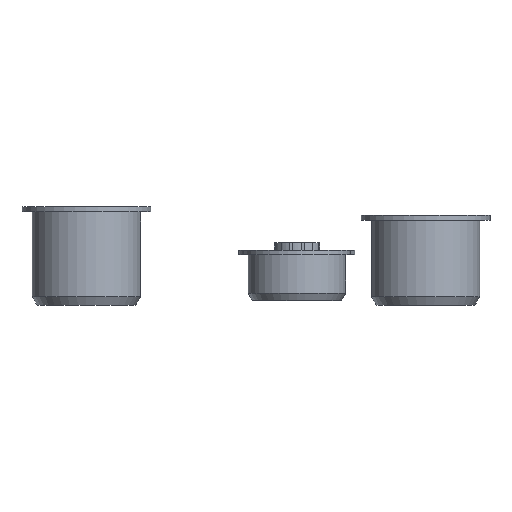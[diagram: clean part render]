
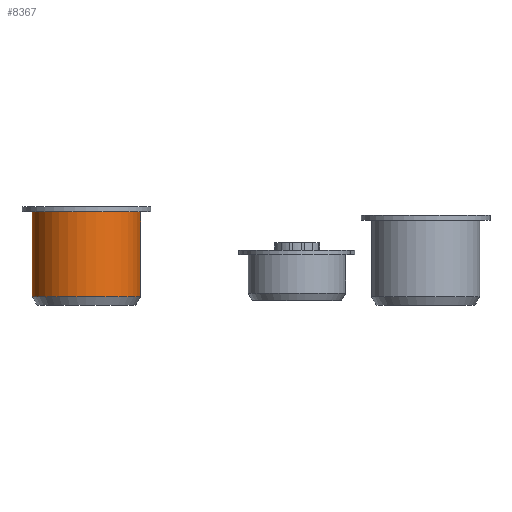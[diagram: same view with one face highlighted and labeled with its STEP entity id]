
A CAD part, left-side view. The second image highlights one B-rep face of the part: STEP entity #8367.
In plain terms, the highlighted cylindrical face has radius 6.4 mm (diameter 12.8 mm), a full revolution.
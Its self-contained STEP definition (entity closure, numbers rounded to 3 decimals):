
#345=CYLINDRICAL_SURFACE('',#8938,6.4);
#531=CIRCLE('',#8895,6.4);
#532=CIRCLE('',#8897,6.4);
#911=FACE_OUTER_BOUND('',#1390,.T.);
#1390=EDGE_LOOP('',(#7000,#7001,#7002,#7003));
#2157=LINE('',#13568,#3026);
#3026=VECTOR('',#10529,6.4);
#3813=VERTEX_POINT('',#13452);
#3814=VERTEX_POINT('',#13456);
#4882=EDGE_CURVE('',#3813,#3813,#531,.T.);
#4883=EDGE_CURVE('',#3814,#3814,#532,.T.);
#4937=EDGE_CURVE('',#3814,#3813,#2157,.T.);
#7000=ORIENTED_EDGE('',*,*,#4883,.T.);
#7001=ORIENTED_EDGE('',*,*,#4937,.T.);
#7002=ORIENTED_EDGE('',*,*,#4882,.T.);
#7003=ORIENTED_EDGE('',*,*,#4937,.F.);
#8367=ADVANCED_FACE('',(#911),#345,.T.);
#8895=AXIS2_PLACEMENT_3D('',#13454,#10398,#10399);
#8897=AXIS2_PLACEMENT_3D('',#13457,#10402,#10403);
#8938=AXIS2_PLACEMENT_3D('',#13567,#10527,#10528);
#10398=DIRECTION('center_axis',(0.,0.,1.));
#10399=DIRECTION('ref_axis',(1.,0.,0.));
#10402=DIRECTION('center_axis',(0.,0.,-1.));
#10403=DIRECTION('ref_axis',(1.,0.,0.));
#10527=DIRECTION('center_axis',(0.,0.,1.));
#10528=DIRECTION('ref_axis',(1.,0.,0.));
#10529=DIRECTION('',(0.,0.,-1.));
#13452=CARTESIAN_POINT('',(61.6,32.,0.));
#13454=CARTESIAN_POINT('Origin',(68.,32.,0.));
#13456=CARTESIAN_POINT('',(61.6,32.,10.));
#13457=CARTESIAN_POINT('Origin',(68.,32.,10.));
#13567=CARTESIAN_POINT('Origin',(68.,32.,0.));
#13568=CARTESIAN_POINT('',(61.6,32.,0.));
